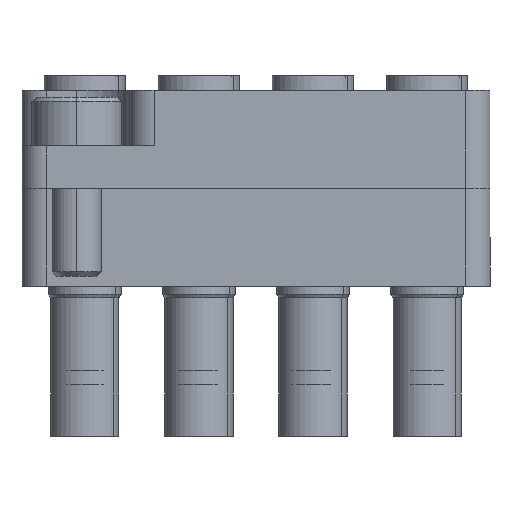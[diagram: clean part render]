
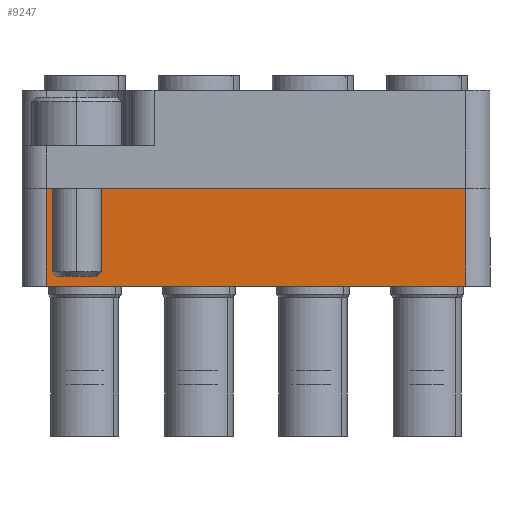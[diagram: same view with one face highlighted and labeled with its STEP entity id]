
A CAD part, front view. The second image highlights one B-rep face of the part: STEP entity #9247.
In plain terms, the highlighted face is planar.
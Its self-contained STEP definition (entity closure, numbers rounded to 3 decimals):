
#12 = DIRECTION ( 'NONE',  ( 0., 1., 0. ) ) ;
#527 = DIRECTION ( 'NONE',  ( 0., -1., 0. ) ) ;
#528 = CARTESIAN_POINT ( 'NONE',  ( 22., 0., 12.85 ) ) ;
#1019 = EDGE_LOOP ( 'NONE', ( #12580, #7489, #6454, #8150 ) ) ;
#1287 = CARTESIAN_POINT ( 'NONE',  ( 22., -6., 14.35 ) ) ;
#1906 = LINE ( 'NONE', #11730, #7763 ) ;
#2957 = DIRECTION ( 'NONE',  ( 0., 0., 1. ) ) ;
#3879 = VECTOR ( 'NONE', #12, 1000. ) ;
#3889 = CARTESIAN_POINT ( 'NONE',  ( 22., 0., 14.35 ) ) ;
#3989 = DIRECTION ( 'NONE',  ( 0., 0., 1. ) ) ;
#4060 = DIRECTION ( 'NONE',  ( -1., 0., 0. ) ) ;
#4510 = LINE ( 'NONE', #1287, #12529 ) ;
#4921 = CARTESIAN_POINT ( 'NONE',  ( 22., 0., -12.85 ) ) ;
#6454 = ORIENTED_EDGE ( 'NONE', *, *, #10292, .T. ) ;
#7489 = ORIENTED_EDGE ( 'NONE', *, *, #15528, .T. ) ;
#7561 = VERTEX_POINT ( 'NONE', #20409 ) ;
#7763 = VECTOR ( 'NONE', #527, 1000. ) ;
#8046 = CARTESIAN_POINT ( 'NONE',  ( 22., -6., 12.85 ) ) ;
#8150 = ORIENTED_EDGE ( 'NONE', *, *, #12984, .T. ) ;
#8273 = AXIS2_PLACEMENT_3D ( 'NONE', #20155, #4060, #12236 ) ;
#9247 = ADVANCED_FACE ( 'NONE', ( #19946 ), #12338, .F. ) ;
#10292 = EDGE_CURVE ( 'NONE', #18402, #13970, #12155, .T. ) ;
#10590 = VERTEX_POINT ( 'NONE', #8046 ) ;
#11122 = LINE ( 'NONE', #17583, #3879 ) ;
#11730 = CARTESIAN_POINT ( 'NONE',  ( 22., -6., 12.85 ) ) ;
#12155 = LINE ( 'NONE', #3889, #17728 ) ;
#12236 = DIRECTION ( 'NONE',  ( 0., 0., 1. ) ) ;
#12338 = PLANE ( 'NONE',  #8273 ) ;
#12529 = VECTOR ( 'NONE', #2957, 1000. ) ;
#12580 = ORIENTED_EDGE ( 'NONE', *, *, #13614, .F. ) ;
#12984 = EDGE_CURVE ( 'NONE', #13970, #10590, #1906, .T. ) ;
#13614 = EDGE_CURVE ( 'NONE', #7561, #10590, #4510, .T. ) ;
#13970 = VERTEX_POINT ( 'NONE', #528 ) ;
#15528 = EDGE_CURVE ( 'NONE', #7561, #18402, #11122, .T. ) ;
#17583 = CARTESIAN_POINT ( 'NONE',  ( 22., 0., -12.85 ) ) ;
#17728 = VECTOR ( 'NONE', #3989, 1000. ) ;
#18402 = VERTEX_POINT ( 'NONE', #4921 ) ;
#19946 = FACE_OUTER_BOUND ( 'NONE', #1019, .T. ) ;
#20155 = CARTESIAN_POINT ( 'NONE',  ( 22., -6., 14.35 ) ) ;
#20409 = CARTESIAN_POINT ( 'NONE',  ( 22., -6., -12.85 ) ) ;
